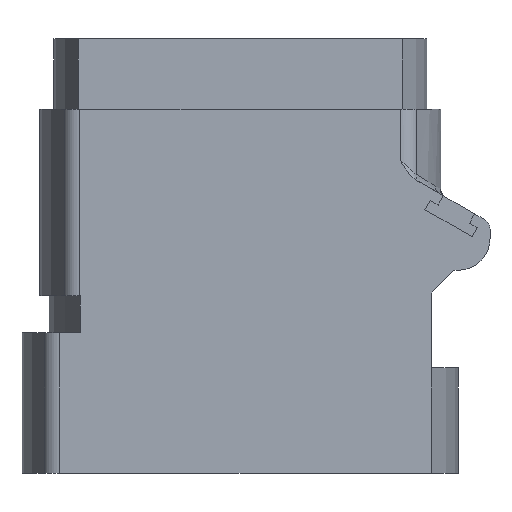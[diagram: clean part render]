
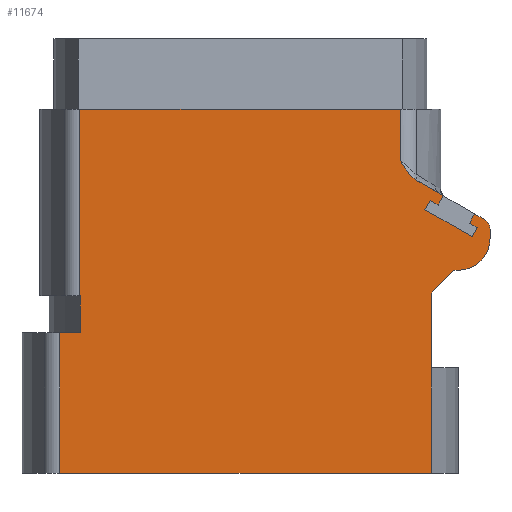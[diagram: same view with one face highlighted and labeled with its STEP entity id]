
A CAD part, front view. The second image highlights one B-rep face of the part: STEP entity #11674.
In plain terms, the highlighted planar face has unit normal (0, -1, 0).
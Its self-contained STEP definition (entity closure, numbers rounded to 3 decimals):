
#896=DIRECTION('',(1.,0.,0.));
#897=VECTOR('',#896,18.238);
#898=CARTESIAN_POINT('',(-9.119,-6.,20.7));
#899=LINE('',#898,#897);
#918=DIRECTION('',(0.,0.,-1.));
#919=VECTOR('',#918,10.6);
#920=CARTESIAN_POINT('',(-9.119,-6.,20.7));
#921=LINE('',#920,#919);
#936=DIRECTION('',(-0.5,0.,-0.866));
#937=VECTOR('',#936,0.6);
#938=CARTESIAN_POINT('',(11.555,-6.,15.777));
#939=LINE('',#938,#937);
#940=DIRECTION('',(-0.866,0.,0.5));
#941=VECTOR('',#940,0.525);
#942=CARTESIAN_POINT('',(11.255,-6.,15.257));
#943=LINE('',#942,#941);
#944=DIRECTION('',(-0.5,0.,-0.866));
#945=VECTOR('',#944,0.6);
#946=CARTESIAN_POINT('',(10.8,-6.,15.52));
#947=LINE('',#946,#945);
#948=DIRECTION('',(0.866,0.,-0.5));
#949=VECTOR('',#948,3.1);
#950=CARTESIAN_POINT('',(10.5,-6.,15.));
#951=LINE('',#950,#949);
#952=DIRECTION('',(0.5,0.,0.866));
#953=VECTOR('',#952,0.6);
#954=CARTESIAN_POINT('',(13.185,-6.,13.45));
#955=LINE('',#954,#953);
#956=DIRECTION('',(-0.866,0.,0.5));
#957=VECTOR('',#956,0.525);
#958=CARTESIAN_POINT('',(13.485,-6.,13.97));
#959=LINE('',#958,#957);
#960=DIRECTION('',(0.5,0.,0.866));
#961=VECTOR('',#960,0.6);
#962=CARTESIAN_POINT('',(13.03,-6.,14.232));
#963=LINE('',#962,#961);
#964=DIRECTION('',(0.866,0.,-0.5));
#965=VECTOR('',#964,0.629);
#966=CARTESIAN_POINT('',(13.33,-6.,14.752));
#967=LINE('',#966,#965);
#968=CARTESIAN_POINT('',(13.55,-6.,13.874));
#969=DIRECTION('',(0.,1.,0.));
#970=DIRECTION('',(0.5,0.,0.866));
#971=AXIS2_PLACEMENT_3D('',#968,#969,#970);
#973=CARTESIAN_POINT('',(12.4,-6.,13.352));
#974=DIRECTION('',(0.,-1.,0.));
#975=DIRECTION('',(0.,0.,-1.));
#976=AXIS2_PLACEMENT_3D('',#973,#974,#975);
#978=DIRECTION('',(-1.,0.,0.));
#979=VECTOR('',#978,0.253);
#980=CARTESIAN_POINT('',(12.4,-6.,11.552));
#981=LINE('',#980,#979);
#982=DIRECTION('',(0.707,0.,0.707));
#983=VECTOR('',#982,1.832);
#984=CARTESIAN_POINT('',(10.852,-6.,10.257));
#985=LINE('',#984,#983);
#986=DIRECTION('',(0.,0.,1.));
#987=VECTOR('',#986,4.257);
#988=CARTESIAN_POINT('',(10.852,-6.,6.));
#989=LINE('',#988,#987);
#990=DIRECTION('',(0.,0.,-1.));
#991=VECTOR('',#990,6.);
#992=CARTESIAN_POINT('',(10.852,-6.,6.));
#993=LINE('',#992,#991);
#994=DIRECTION('',(0.,0.,1.));
#995=VECTOR('',#994,2.1);
#996=CARTESIAN_POINT('',(-9.1,-6.,8.));
#997=LINE('',#996,#995);
#998=DIRECTION('',(1.,0.,0.));
#999=VECTOR('',#998,0.019);
#1000=CARTESIAN_POINT('',(-9.119,-6.,10.1));
#1001=LINE('',#1000,#999);
#1014=CARTESIAN_POINT('',(9.119,-6.,17.76));
#1016=DIRECTION('',(0.,0.,1.));
#1017=VECTOR('',#1016,2.94);
#1018=CARTESIAN_POINT('',(9.119,-6.,17.76));
#1019=LINE('',#1018,#1017);
#1034=CARTESIAN_POINT('',(9.987,-6.,16.682));
#1035=CARTESIAN_POINT('',(9.957,-6.,16.699));
#1036=CARTESIAN_POINT('',(9.896,-6.,16.739));
#1037=CARTESIAN_POINT('',(9.797,-6.,16.816));
#1038=CARTESIAN_POINT('',(9.694,-6.,16.914));
#1039=CARTESIAN_POINT('',(9.588,-6.,17.035));
#1040=CARTESIAN_POINT('',(9.477,-6.,17.179));
#1041=CARTESIAN_POINT('',(9.363,-6.,17.349));
#1042=CARTESIAN_POINT('',(9.245,-6.,17.543));
#1043=CARTESIAN_POINT('',(9.162,-6.,17.686));
#1044=CARTESIAN_POINT('',(9.119,-6.,17.76));
#1305=DIRECTION('',(-1.,0.,0.));
#1306=VECTOR('',#1305,1.145);
#1307=CARTESIAN_POINT('',(-9.1,-6.,8.));
#1308=LINE('',#1307,#1306);
#1309=DIRECTION('',(0.,0.,-1.));
#1310=VECTOR('',#1309,8.);
#1311=CARTESIAN_POINT('',(-10.245,-6.,8.));
#1312=LINE('',#1311,#1310);
#1327=DIRECTION('',(1.,0.,0.));
#1328=VECTOR('',#1327,21.097);
#1329=CARTESIAN_POINT('',(-10.245,-6.,0.));
#1330=LINE('',#1329,#1328);
#1370=DIRECTION('',(0.,0.,1.));
#1371=VECTOR('',#1370,0.522);
#1372=CARTESIAN_POINT('',(14.2,-6.,13.352));
#1373=LINE('',#1372,#1371);
#1562=CARTESIAN_POINT('',(9.987,-6.,16.682));
#1575=DIRECTION('',(-0.866,0.,0.5));
#1576=VECTOR('',#1575,1.81);
#1577=CARTESIAN_POINT('',(11.555,-6.,15.777));
#1578=LINE('',#1577,#1576);
#8676=CARTESIAN_POINT('',(10.852,-6.,0.));
#8678=VERTEX_POINT('',#8676);
#8689=CARTESIAN_POINT('',(11.255,-6.,15.257));
#8690=CARTESIAN_POINT('',(10.8,-6.,15.52));
#8691=VERTEX_POINT('',#8689);
#8692=VERTEX_POINT('',#8690);
#8693=CARTESIAN_POINT('',(10.5,-6.,15.));
#8694=VERTEX_POINT('',#8693);
#8695=CARTESIAN_POINT('',(13.185,-6.,13.45));
#8696=VERTEX_POINT('',#8695);
#8697=CARTESIAN_POINT('',(13.485,-6.,13.97));
#8698=VERTEX_POINT('',#8697);
#8701=CARTESIAN_POINT('',(13.03,-6.,14.232));
#8702=VERTEX_POINT('',#8701);
#8728=CARTESIAN_POINT('',(13.33,-6.,14.752));
#8730=VERTEX_POINT('',#8728);
#8735=CARTESIAN_POINT('',(11.555,-6.,15.777));
#8736=VERTEX_POINT('',#8735);
#8743=CARTESIAN_POINT('',(9.119,-6.,20.7));
#8745=VERTEX_POINT('',#8743);
#8749=CARTESIAN_POINT('',(13.875,-6.,14.437));
#8750=VERTEX_POINT('',#8749);
#8751=CARTESIAN_POINT('',(-9.1,-6.,8.));
#8752=CARTESIAN_POINT('',(-9.1,-6.,10.1));
#8753=VERTEX_POINT('',#8751);
#8754=VERTEX_POINT('',#8752);
#8759=CARTESIAN_POINT('',(-9.119,-6.,20.7));
#8760=CARTESIAN_POINT('',(-9.119,-6.,10.1));
#8761=VERTEX_POINT('',#8759);
#8762=VERTEX_POINT('',#8760);
#8767=CARTESIAN_POINT('',(-10.245,-6.,8.));
#8768=CARTESIAN_POINT('',(-10.245,-6.,0.));
#8769=VERTEX_POINT('',#8767);
#8770=VERTEX_POINT('',#8768);
#8881=CARTESIAN_POINT('',(14.2,-6.,13.874));
#8882=VERTEX_POINT('',#8881);
#8883=CARTESIAN_POINT('',(10.852,-6.,6.));
#8885=VERTEX_POINT('',#8883);
#8888=CARTESIAN_POINT('',(10.852,-6.,10.257));
#8890=VERTEX_POINT('',#8888);
#8893=CARTESIAN_POINT('',(12.147,-6.,11.552));
#8894=VERTEX_POINT('',#8893);
#8899=CARTESIAN_POINT('',(12.4,-6.,11.552));
#8900=VERTEX_POINT('',#8899);
#8901=CARTESIAN_POINT('',(14.2,-6.,13.352));
#8902=VERTEX_POINT('',#8901);
#8904=VERTEX_POINT('',#1014);
#8906=VERTEX_POINT('',#1562);
#11619=CARTESIAN_POINT('',(-10.852,-6.,0.));
#11620=DIRECTION('',(0.,-1.,0.));
#11621=DIRECTION('',(1.,0.,0.));
#11622=AXIS2_PLACEMENT_3D('',#11619,#11620,#11621);
#11623=PLANE('',#11622);
#11625=ORIENTED_EDGE('',*,*,#11624,.F.);
#11627=ORIENTED_EDGE('',*,*,#11626,.F.);
#11629=ORIENTED_EDGE('',*,*,#11628,.F.);
#11631=ORIENTED_EDGE('',*,*,#11630,.T.);
#11633=ORIENTED_EDGE('',*,*,#11632,.T.);
#11635=ORIENTED_EDGE('',*,*,#11634,.T.);
#11637=ORIENTED_EDGE('',*,*,#11636,.T.);
#11639=ORIENTED_EDGE('',*,*,#11638,.T.);
#11641=ORIENTED_EDGE('',*,*,#11640,.T.);
#11643=ORIENTED_EDGE('',*,*,#11642,.T.);
#11645=ORIENTED_EDGE('',*,*,#11644,.T.);
#11647=ORIENTED_EDGE('',*,*,#11646,.T.);
#11649=ORIENTED_EDGE('',*,*,#11648,.F.);
#11651=ORIENTED_EDGE('',*,*,#11650,.F.);
#11653=ORIENTED_EDGE('',*,*,#11652,.T.);
#11655=ORIENTED_EDGE('',*,*,#11654,.F.);
#11657=ORIENTED_EDGE('',*,*,#11656,.F.);
#11659=ORIENTED_EDGE('',*,*,#11658,.T.);
#11661=ORIENTED_EDGE('',*,*,#11660,.F.);
#11663=ORIENTED_EDGE('',*,*,#11662,.F.);
#11665=ORIENTED_EDGE('',*,*,#11664,.F.);
#11667=ORIENTED_EDGE('',*,*,#11666,.T.);
#11669=ORIENTED_EDGE('',*,*,#11668,.F.);
#11670=ORIENTED_EDGE('',*,*,#11609,.F.);
#11671=ORIENTED_EDGE('',*,*,#11590,.T.);
#11672=EDGE_LOOP('',(#11625,#11627,#11629,#11631,#11633,#11635,#11637,#11639,
#11641,#11643,#11645,#11647,#11649,#11651,#11653,#11655,#11657,#11659,#11661,
#11663,#11665,#11667,#11669,#11670,#11671));
#11673=FACE_OUTER_BOUND('',#11672,.F.);
#11674=ADVANCED_FACE('',(#11673),#11623,.T.);
#972=CIRCLE('',#971,0.65);
#977=CIRCLE('',#976,1.8);
#1045=B_SPLINE_CURVE_WITH_KNOTS('',3,(#1034,#1035,#1036,#1037,#1038,#1039,#1040,
#1041,#1042,#1043,#1044),.UNSPECIFIED.,.F.,.F.,(4,1,1,1,1,1,1,1,4),(0.,
0.125,0.25,0.375,0.5,0.625,0.75,0.875,1.),.UNSPECIFIED.);
#11590=EDGE_CURVE('',#8761,#8745,#899,.T.);
#11609=EDGE_CURVE('',#8761,#8762,#921,.T.);
#11624=EDGE_CURVE('',#8904,#8745,#1019,.T.);
#11626=EDGE_CURVE('',#8906,#8904,#1045,.T.);
#11628=EDGE_CURVE('',#8736,#8906,#1578,.T.);
#11630=EDGE_CURVE('',#8736,#8691,#939,.T.);
#11632=EDGE_CURVE('',#8691,#8692,#943,.T.);
#11634=EDGE_CURVE('',#8692,#8694,#947,.T.);
#11636=EDGE_CURVE('',#8694,#8696,#951,.T.);
#11638=EDGE_CURVE('',#8696,#8698,#955,.T.);
#11640=EDGE_CURVE('',#8698,#8702,#959,.T.);
#11642=EDGE_CURVE('',#8702,#8730,#963,.T.);
#11644=EDGE_CURVE('',#8730,#8750,#967,.T.);
#11646=EDGE_CURVE('',#8750,#8882,#972,.T.);
#11648=EDGE_CURVE('',#8902,#8882,#1373,.T.);
#11650=EDGE_CURVE('',#8900,#8902,#977,.T.);
#11652=EDGE_CURVE('',#8900,#8894,#981,.T.);
#11654=EDGE_CURVE('',#8890,#8894,#985,.T.);
#11656=EDGE_CURVE('',#8885,#8890,#989,.T.);
#11658=EDGE_CURVE('',#8885,#8678,#993,.T.);
#11660=EDGE_CURVE('',#8770,#8678,#1330,.T.);
#11662=EDGE_CURVE('',#8769,#8770,#1312,.T.);
#11664=EDGE_CURVE('',#8753,#8769,#1308,.T.);
#11666=EDGE_CURVE('',#8753,#8754,#997,.T.);
#11668=EDGE_CURVE('',#8762,#8754,#1001,.T.);
